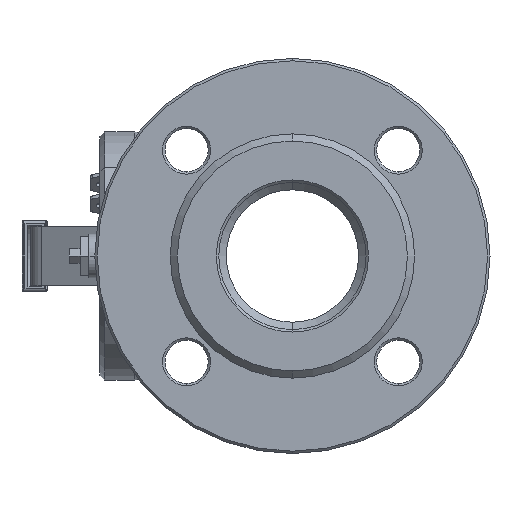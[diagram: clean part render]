
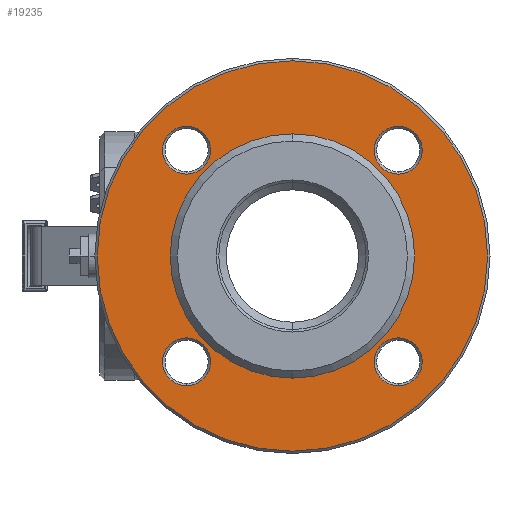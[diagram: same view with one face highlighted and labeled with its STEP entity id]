
A CAD part, left-side view. The second image highlights one B-rep face of the part: STEP entity #19235.
In plain terms, the highlighted planar face has unit normal (-1, 0, 0).
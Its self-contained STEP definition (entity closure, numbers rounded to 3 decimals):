
#4212 = CIRCLE ( 'NONE', #8075, 81.5 ) ;
#4222 = CIRCLE ( 'NONE', #8084, 51. ) ;
#4249 = CIRCLE ( 'NONE', #8067, 51. ) ;
#4260 = CIRCLE ( 'NONE', #8064, 10. ) ;
#4306 = CIRCLE ( 'NONE', #8058, 10. ) ;
#4350 = CIRCLE ( 'NONE', #8558, 10. ) ;
#4354 = CIRCLE ( 'NONE', #8101, 10. ) ;
#4362 = CIRCLE ( 'NONE', #8089, 10. ) ;
#4364 = CIRCLE ( 'NONE', #8052, 10. ) ;
#5171 = CIRCLE ( 'NONE', #8104, 10. ) ;
#5423 = CIRCLE ( 'NONE', #8077, 81.5 ) ;
#5436 = CIRCLE ( 'NONE', #8093, 10. ) ;
#7923 = EDGE_CURVE ( 'NONE', #17543, #17500, #4350, .T. ) ;
#7929 = EDGE_CURVE ( 'NONE', #17574, #17740, #4364, .T. ) ;
#7940 = EDGE_CURVE ( 'NONE', #17424, #17545, #4306, .T. ) ;
#7957 = EDGE_CURVE ( 'NONE', #17486, #17525, #4260, .T. ) ;
#7967 = EDGE_CURVE ( 'NONE', #17557, #17656, #4249, .T. ) ;
#7976 = EDGE_CURVE ( 'NONE', #17554, #17538, #4212, .T. ) ;
#7988 = EDGE_CURVE ( 'NONE', #17538, #17554, #5423, .T. ) ;
#7993 = EDGE_CURVE ( 'NONE', #17656, #17557, #4222, .T. ) ;
#7998 = EDGE_CURVE ( 'NONE', #17525, #17486, #4362, .T. ) ;
#8002 = EDGE_CURVE ( 'NONE', #17545, #17424, #5436, .T. ) ;
#8010 = EDGE_CURVE ( 'NONE', #17740, #17574, #4354, .T. ) ;
#8014 = EDGE_CURVE ( 'NONE', #17500, #17543, #5171, .T. ) ;
#8052 = AXIS2_PLACEMENT_3D ( 'NONE', #24002, #24004, #24005 ) ;
#8058 = AXIS2_PLACEMENT_3D ( 'NONE', #24042, #24044, #24045 ) ;
#8064 = AXIS2_PLACEMENT_3D ( 'NONE', #24096, #24098, #24099 ) ;
#8067 = AXIS2_PLACEMENT_3D ( 'NONE', #24125, #24133, #24134 ) ;
#8075 = AXIS2_PLACEMENT_3D ( 'NONE', #24165, #24167, #24168 ) ;
#8077 = AXIS2_PLACEMENT_3D ( 'NONE', #24204, #24214, #24215 ) ;
#8084 = AXIS2_PLACEMENT_3D ( 'NONE', #24227, #24238, #24239 ) ;
#8089 = AXIS2_PLACEMENT_3D ( 'NONE', #24250, #24263, #24264 ) ;
#8093 = AXIS2_PLACEMENT_3D ( 'NONE', #24272, #24280, #24281 ) ;
#8101 = AXIS2_PLACEMENT_3D ( 'NONE', #24303, #24314, #24315 ) ;
#8104 = AXIS2_PLACEMENT_3D ( 'NONE', #24328, #24329, #24330 ) ;
#8369 = FACE_BOUND ( 'NONE', #9282, .T. ) ;
#8373 = FACE_BOUND ( 'NONE', #9271, .T. ) ;
#8485 = FACE_OUTER_BOUND ( 'NONE', #9286, .T. ) ;
#8487 = FACE_BOUND ( 'NONE', #9139, .T. ) ;
#8490 = FACE_BOUND ( 'NONE', #9218, .T. ) ;
#8496 = FACE_BOUND ( 'NONE', #9113, .T. ) ;
#8558 = AXIS2_PLACEMENT_3D ( 'NONE', #23897, #23899, #23900 ) ;
#9113 = EDGE_LOOP ( 'NONE', ( #18200, #18199 ) ) ;
#9139 = EDGE_LOOP ( 'NONE', ( #18204, #18203 ) ) ;
#9218 = EDGE_LOOP ( 'NONE', ( #18202, #18201 ) ) ;
#9271 = EDGE_LOOP ( 'NONE', ( #18198, #18197 ) ) ;
#9282 = EDGE_LOOP ( 'NONE', ( #18206, #18205 ) ) ;
#9286 = EDGE_LOOP ( 'NONE', ( #18196, #18195 ) ) ;
#12792 = CARTESIAN_POINT ( 'NONE',  ( -157., -44.194, 34.194 ) ) ;
#12881 = CARTESIAN_POINT ( 'NONE',  ( -157., -44.194, -54.194 ) ) ;
#12902 = CARTESIAN_POINT ( 'NONE',  ( -157., 44.194, -34.194 ) ) ;
#12933 = CARTESIAN_POINT ( 'NONE',  ( -157., -44.194, -34.194 ) ) ;
#12950 = CARTESIAN_POINT ( 'NONE',  ( -157., 0., -81.5 ) ) ;
#12958 = CARTESIAN_POINT ( 'NONE',  ( -157., 44.194, -54.194 ) ) ;
#12961 = CARTESIAN_POINT ( 'NONE',  ( -157., -44.194, 54.194 ) ) ;
#12974 = CARTESIAN_POINT ( 'NONE',  ( -157., 0., 81.5 ) ) ;
#12978 = CARTESIAN_POINT ( 'NONE',  ( -157., 0., 51. ) ) ;
#12999 = CARTESIAN_POINT ( 'NONE',  ( -157., 44.194, 34.194 ) ) ;
#13101 = CARTESIAN_POINT ( 'NONE',  ( -157., 0., -51. ) ) ;
#13222 = CARTESIAN_POINT ( 'NONE',  ( -157., 44.194, 54.194 ) ) ;
#17424 = VERTEX_POINT ( 'NONE', #12792 ) ;
#17486 = VERTEX_POINT ( 'NONE', #12881 ) ;
#17500 = VERTEX_POINT ( 'NONE', #12902 ) ;
#17525 = VERTEX_POINT ( 'NONE', #12933 ) ;
#17538 = VERTEX_POINT ( 'NONE', #12950 ) ;
#17543 = VERTEX_POINT ( 'NONE', #12958 ) ;
#17545 = VERTEX_POINT ( 'NONE', #12961 ) ;
#17554 = VERTEX_POINT ( 'NONE', #12974 ) ;
#17557 = VERTEX_POINT ( 'NONE', #12978 ) ;
#17574 = VERTEX_POINT ( 'NONE', #12999 ) ;
#17656 = VERTEX_POINT ( 'NONE', #13101 ) ;
#17740 = VERTEX_POINT ( 'NONE', #13222 ) ;
#18195 = ORIENTED_EDGE ( 'NONE', *, *, #7988, .F. ) ;
#18196 = ORIENTED_EDGE ( 'NONE', *, *, #7976, .F. ) ;
#18197 = ORIENTED_EDGE ( 'NONE', *, *, #7993, .T. ) ;
#18198 = ORIENTED_EDGE ( 'NONE', *, *, #7967, .T. ) ;
#18199 = ORIENTED_EDGE ( 'NONE', *, *, #7998, .T. ) ;
#18200 = ORIENTED_EDGE ( 'NONE', *, *, #7957, .T. ) ;
#18201 = ORIENTED_EDGE ( 'NONE', *, *, #8002, .T. ) ;
#18202 = ORIENTED_EDGE ( 'NONE', *, *, #7940, .T. ) ;
#18203 = ORIENTED_EDGE ( 'NONE', *, *, #8010, .T. ) ;
#18204 = ORIENTED_EDGE ( 'NONE', *, *, #7929, .T. ) ;
#18205 = ORIENTED_EDGE ( 'NONE', *, *, #8014, .T. ) ;
#18206 = ORIENTED_EDGE ( 'NONE', *, *, #7923, .T. ) ;
#19235 = ADVANCED_FACE ( 'NONE', ( #8369, #8487, #8490, #8496, #8373, #8485 ), #21227, .T. ) ;
#21226 = CARTESIAN_POINT ( 'NONE',  ( -157., -51., 0. ) ) ;
#21227 = PLANE ( 'NONE',  #28416 ) ;
#21236 = DIRECTION ( 'NONE',  ( -1., 0., 0. ) ) ;
#21237 = DIRECTION ( 'NONE',  ( 0., 0., -1. ) ) ;
#23897 = CARTESIAN_POINT ( 'NONE',  ( -157., 44.194, -44.194 ) ) ;
#23899 = DIRECTION ( 'NONE',  ( 1., 0., 0. ) ) ;
#23900 = DIRECTION ( 'NONE',  ( 0., 0., -1. ) ) ;
#24002 = CARTESIAN_POINT ( 'NONE',  ( -157., 44.194, 44.194 ) ) ;
#24004 = DIRECTION ( 'NONE',  ( 1., 0., 0. ) ) ;
#24005 = DIRECTION ( 'NONE',  ( 0., 0., -1. ) ) ;
#24042 = CARTESIAN_POINT ( 'NONE',  ( -157., -44.194, 44.194 ) ) ;
#24044 = DIRECTION ( 'NONE',  ( 1., 0., 0. ) ) ;
#24045 = DIRECTION ( 'NONE',  ( 0., 0., -1. ) ) ;
#24096 = CARTESIAN_POINT ( 'NONE',  ( -157., -44.194, -44.194 ) ) ;
#24098 = DIRECTION ( 'NONE',  ( 1., 0., 0. ) ) ;
#24099 = DIRECTION ( 'NONE',  ( 0., 0., -1. ) ) ;
#24125 = CARTESIAN_POINT ( 'NONE',  ( -157., 0., 0. ) ) ;
#24133 = DIRECTION ( 'NONE',  ( 1., 0., 0. ) ) ;
#24134 = DIRECTION ( 'NONE',  ( 0., 0., 1. ) ) ;
#24165 = CARTESIAN_POINT ( 'NONE',  ( -157., 0., 0. ) ) ;
#24167 = DIRECTION ( 'NONE',  ( 1., 0., 0. ) ) ;
#24168 = DIRECTION ( 'NONE',  ( 0., 0., 1. ) ) ;
#24204 = CARTESIAN_POINT ( 'NONE',  ( -157., 0., 0. ) ) ;
#24214 = DIRECTION ( 'NONE',  ( 1., 0., 0. ) ) ;
#24215 = DIRECTION ( 'NONE',  ( 0., 0., 1. ) ) ;
#24227 = CARTESIAN_POINT ( 'NONE',  ( -157., 0., 0. ) ) ;
#24238 = DIRECTION ( 'NONE',  ( 1., 0., 0. ) ) ;
#24239 = DIRECTION ( 'NONE',  ( 0., 0., 1. ) ) ;
#24250 = CARTESIAN_POINT ( 'NONE',  ( -157., -44.194, -44.194 ) ) ;
#24263 = DIRECTION ( 'NONE',  ( 1., 0., 0. ) ) ;
#24264 = DIRECTION ( 'NONE',  ( 0., 0., -1. ) ) ;
#24272 = CARTESIAN_POINT ( 'NONE',  ( -157., -44.194, 44.194 ) ) ;
#24280 = DIRECTION ( 'NONE',  ( 1., 0., 0. ) ) ;
#24281 = DIRECTION ( 'NONE',  ( 0., 0., -1. ) ) ;
#24303 = CARTESIAN_POINT ( 'NONE',  ( -157., 44.194, 44.194 ) ) ;
#24314 = DIRECTION ( 'NONE',  ( 1., 0., 0. ) ) ;
#24315 = DIRECTION ( 'NONE',  ( 0., 0., -1. ) ) ;
#24328 = CARTESIAN_POINT ( 'NONE',  ( -157., 44.194, -44.194 ) ) ;
#24329 = DIRECTION ( 'NONE',  ( 1., 0., 0. ) ) ;
#24330 = DIRECTION ( 'NONE',  ( 0., 0., -1. ) ) ;
#28416 = AXIS2_PLACEMENT_3D ( 'NONE', #21226, #21236, #21237 ) ;
